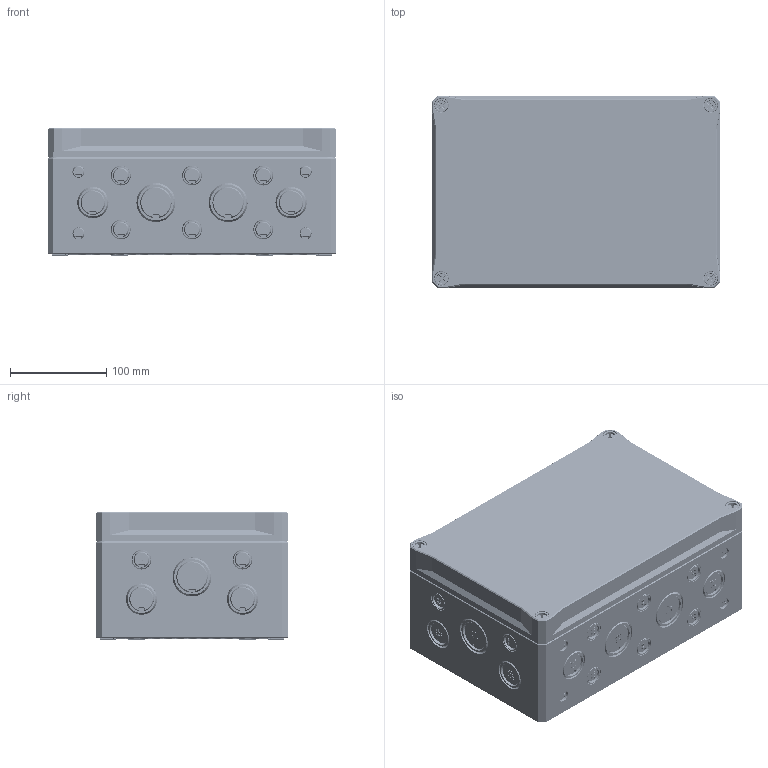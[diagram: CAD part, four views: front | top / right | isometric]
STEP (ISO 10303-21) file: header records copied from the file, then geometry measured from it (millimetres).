
FILE_DESCRIPTION(/* description */ (''),/* implementation_level */ '2;1');
FILE_NAME(/* name */ '0908103230 MBI-L BK 302013 MK.stp',/* time_stamp */ '2024-06-03T07:48:46+02:00',/* author */ ('alexander.rose'),/* organization */ (''),/* preprocessor_version */ 'ST-DEVELOPER v18.1',/* originating_system */ 'Autodesk Inventor 2022',/* authorisation */ '');
FILE_SCHEMA (('AUTOMOTIVE_DESIGN { 1 0 10303 214 3 1 1 }'));
Products named in the file (5): 0908103230 MBI-L BK 302013 MK; 0903103231-OT_302003 Klar; 0906103212-UT BK_302010 - M; Dichtung_3020xx; 0900000004 - Schraube M14 BK
Assembly tree (7 placements, depth 2):
  0908103230 MBI-L BK 302013 MK
    0903103231-OT_302003 Klar
    0906103212-UT BK_302010 - M
    Dichtung_3020xx
    0900000004 - Schraube M14 BK  x4
Bounding box: 300 x 200 x 132 mm (x, y, z)
Volume: 1070516.7 mm3; surface area: 608542.3 mm2
Topology: 7 solids, 7 shells, 7675 faces, 18940 edges, 11860 vertices
Faces by surface type: plane 2963, bspline 2386, cylinder 768, torus 702, cone 608, sphere 248
Full cylindrical faces by diameter (mm): 4.2 x56, 8 x4, 14 x8
Entity records: 214589 total; most frequent: CARTESIAN_POINT 67762, ORIENTED_EDGE 32856, DIRECTION 25854, EDGE_CURVE 16428, VERTEX_POINT 10450, AXIS2_PLACEMENT_3D 8794, LINE 8266, VECTOR 8266
